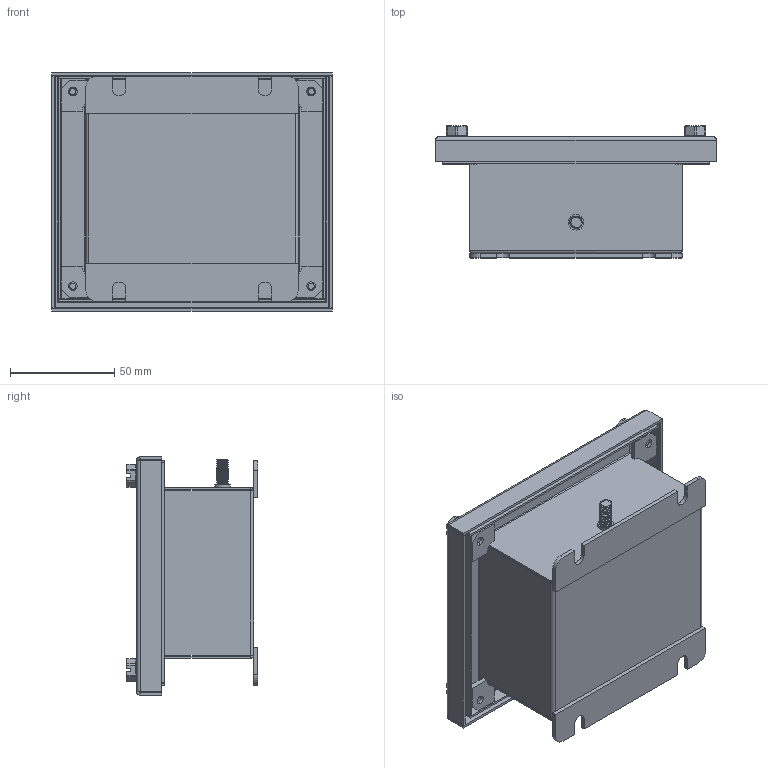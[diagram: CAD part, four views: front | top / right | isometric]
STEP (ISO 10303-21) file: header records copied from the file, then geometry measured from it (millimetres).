
FILE_DESCRIPTION (( 'STEP AP214' ), '1' );
FILE_NAME ('TEF105805XX Junction Box V2.STEP', '2025-01-20T12:23:04', ( '' ), ( '' ), 'SwSTEP 2.0', 'SolidWorks 2022', '' );
FILE_SCHEMA (( 'AUTOMOTIVE_DESIGN' ));
Length unit declared in the file: millimetre
Products named in the file (1): TEF105805XX Junction Box V2
Bounding box: 135 x 63.25 x 114.5 mm (x, y, z)
Volume: 98866 mm3; surface area: 147406.5 mm2
Topology: 20 solids, 20 shells, 1134 faces, 2882 edges, 1866 vertices
Faces by surface type: plane 733, bspline 186, cylinder 167, cone 48
Entity records: 57991 total; most frequent: CARTESIAN_POINT 19196, ORIENTED_EDGE 5764, DIRECTION 4606, EDGE_CURVE 2882, VECTOR 2062, LINE 2062, VERTEX_POINT 1866, AXIS2_PLACEMENT_3D 1272
